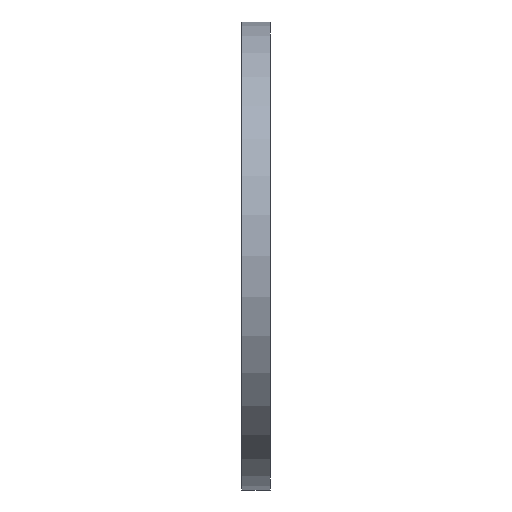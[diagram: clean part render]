
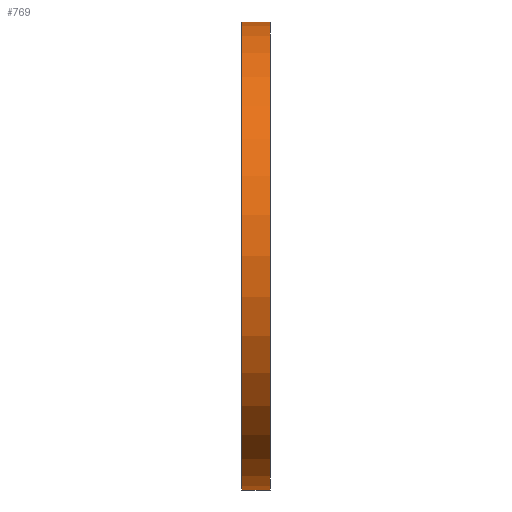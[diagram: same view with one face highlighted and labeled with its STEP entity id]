
A CAD part, left-side view. The second image highlights one B-rep face of the part: STEP entity #769.
In plain terms, the highlighted cylindrical face has radius 100 mm (diameter 200 mm), a partial arc.
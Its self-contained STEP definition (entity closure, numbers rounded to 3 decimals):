
#17 = DIRECTION ( 'NONE',  ( 0., 1., 0. ) ) ;
#49 = CARTESIAN_POINT ( 'NONE',  ( 0., 0., 100. ) ) ;
#54 = EDGE_CURVE ( 'NONE', #250, #235, #718, .T. ) ;
#80 = DIRECTION ( 'NONE',  ( 0., 0., 1. ) ) ;
#127 = EDGE_CURVE ( 'NONE', #861, #235, #805, .T. ) ;
#129 = ORIENTED_EDGE ( 'NONE', *, *, #276, .F. ) ;
#131 = LINE ( 'NONE', #691, #315 ) ;
#156 = DIRECTION ( 'NONE',  ( 0., 1., 0. ) ) ;
#160 = FACE_OUTER_BOUND ( 'NONE', #569, .T. ) ;
#184 = EDGE_CURVE ( 'NONE', #400, #250, #311, .T. ) ;
#217 = ORIENTED_EDGE ( 'NONE', *, *, #127, .F. ) ;
#235 = VERTEX_POINT ( 'NONE', #732 ) ;
#250 = VERTEX_POINT ( 'NONE', #49 ) ;
#276 = EDGE_CURVE ( 'NONE', #400, #861, #131, .T. ) ;
#311 = CIRCLE ( 'NONE', #386, 100. ) ;
#315 = VECTOR ( 'NONE', #406, 1000. ) ;
#366 = CARTESIAN_POINT ( 'NONE',  ( 0., 38.545, 100. ) ) ;
#384 = VECTOR ( 'NONE', #156, 1000. ) ;
#386 = AXIS2_PLACEMENT_3D ( 'NONE', #866, #728, #591 ) ;
#400 = VERTEX_POINT ( 'NONE', #716 ) ;
#406 = DIRECTION ( 'NONE',  ( 0., 1., 0. ) ) ;
#428 = AXIS2_PLACEMENT_3D ( 'NONE', #448, #602, #792 ) ;
#448 = CARTESIAN_POINT ( 'NONE',  ( 0., 12., 0. ) ) ;
#493 = CYLINDRICAL_SURFACE ( 'NONE', #674, 100. ) ;
#521 = ORIENTED_EDGE ( 'NONE', *, *, #184, .T. ) ;
#528 = ORIENTED_EDGE ( 'NONE', *, *, #54, .T. ) ;
#569 = EDGE_LOOP ( 'NONE', ( #129, #521, #528, #217 ) ) ;
#591 = DIRECTION ( 'NONE',  ( 0., 0., 1. ) ) ;
#602 = DIRECTION ( 'NONE',  ( 0., 1., 0. ) ) ;
#655 = CARTESIAN_POINT ( 'NONE',  ( 0., 12., -100. ) ) ;
#674 = AXIS2_PLACEMENT_3D ( 'NONE', #708, #17, #80 ) ;
#691 = CARTESIAN_POINT ( 'NONE',  ( 0., 38.545, -100. ) ) ;
#708 = CARTESIAN_POINT ( 'NONE',  ( 0., 38.545, 0. ) ) ;
#716 = CARTESIAN_POINT ( 'NONE',  ( 0., 0., -100. ) ) ;
#718 = LINE ( 'NONE', #366, #384 ) ;
#728 = DIRECTION ( 'NONE',  ( 0., 1., 0. ) ) ;
#732 = CARTESIAN_POINT ( 'NONE',  ( 0., 12., 100. ) ) ;
#769 = ADVANCED_FACE ( 'NONE', ( #160 ), #493, .T. ) ;
#792 = DIRECTION ( 'NONE',  ( 0., 0., 1. ) ) ;
#805 = CIRCLE ( 'NONE', #428, 100. ) ;
#861 = VERTEX_POINT ( 'NONE', #655 ) ;
#866 = CARTESIAN_POINT ( 'NONE',  ( 0., 0., 0. ) ) ;
